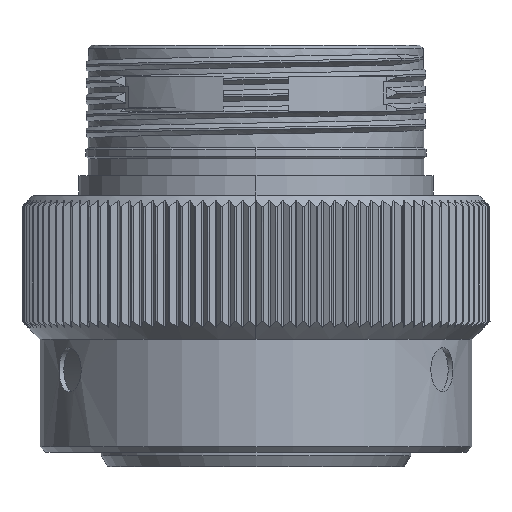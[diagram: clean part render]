
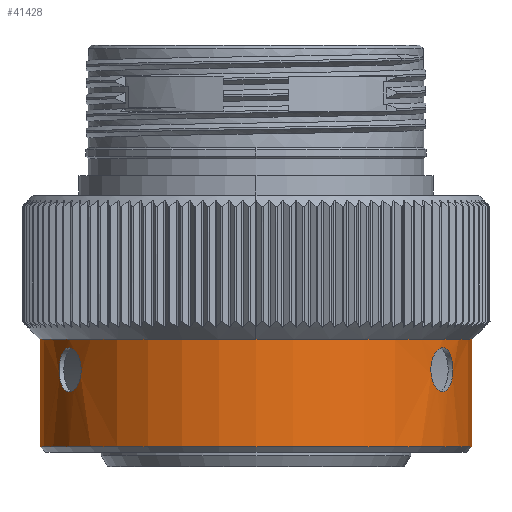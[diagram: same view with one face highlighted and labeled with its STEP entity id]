
A CAD part, left-side view. The second image highlights one B-rep face of the part: STEP entity #41428.
In plain terms, the highlighted cylindrical face has radius 19.5 mm (diameter 39 mm), a partial arc.
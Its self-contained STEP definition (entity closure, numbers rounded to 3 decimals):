
#8628=CARTESIAN_POINT('',(0.,0.,-2.49));
#8629=DIRECTION('',(0.,0.,-1.));
#8630=DIRECTION('',(0.,-1.,0.));
#8631=AXIS2_PLACEMENT_3D('',#8628,#8629,#8630);
#12891=CARTESIAN_POINT('',(0.,0.,-2.49));
#12892=DIRECTION('',(0.,0.,-1.));
#12893=DIRECTION('',(-1.,0.,0.));
#12894=AXIS2_PLACEMENT_3D('',#12891,#12892,#12893);
#16625=CARTESIAN_POINT('',(-9.75,16.887,-3.24));
#16626=CARTESIAN_POINT('',(-9.6,16.974,-3.24));
#16627=CARTESIAN_POINT('',(-9.305,17.139,
-3.283));
#16628=CARTESIAN_POINT('',(-8.861,17.373,
-3.488));
#16629=CARTESIAN_POINT('',(-8.486,17.558,
-3.808));
#16630=CARTESIAN_POINT('',(-8.19,17.697,
-4.235));
#16631=CARTESIAN_POINT('',(-8.008,17.78,
-4.723));
#16632=CARTESIAN_POINT('',(-7.945,17.808,
-5.249));
#16633=CARTESIAN_POINT('',(-8.011,17.778,
-5.773));
#16634=CARTESIAN_POINT('',(-8.197,17.694,
-6.258));
#16635=CARTESIAN_POINT('',(-8.493,17.555,
-6.678));
#16636=CARTESIAN_POINT('',(-8.866,17.37,
-6.995));
#16637=CARTESIAN_POINT('',(-9.31,17.137,
-7.198));
#16638=CARTESIAN_POINT('',(-9.601,16.973,-7.24));
#16639=CARTESIAN_POINT('',(-9.75,16.887,-7.24));
#16641=CARTESIAN_POINT('',(-9.75,-16.887,-7.24));
#16642=CARTESIAN_POINT('',(-9.6,-16.974,-7.24));
#16643=CARTESIAN_POINT('',(-9.305,-17.139,
-7.197));
#16644=CARTESIAN_POINT('',(-8.861,-17.373,
-6.992));
#16645=CARTESIAN_POINT('',(-8.486,-17.558,
-6.672));
#16646=CARTESIAN_POINT('',(-8.19,-17.697,
-6.245));
#16647=CARTESIAN_POINT('',(-8.007,-17.78,
-5.757));
#16648=CARTESIAN_POINT('',(-7.945,-17.808,
-5.231));
#16649=CARTESIAN_POINT('',(-8.011,-17.778,
-4.707));
#16650=CARTESIAN_POINT('',(-8.198,-17.694,
-4.221));
#16651=CARTESIAN_POINT('',(-8.493,-17.555,
-3.802));
#16652=CARTESIAN_POINT('',(-8.866,-17.37,
-3.485));
#16653=CARTESIAN_POINT('',(-9.31,-17.137,
-3.282));
#16654=CARTESIAN_POINT('',(-9.601,-16.973,-3.24));
#16655=CARTESIAN_POINT('',(-9.75,-16.887,-3.24));
#16657=DIRECTION('',(0.,0.,-1.));
#16658=VECTOR('',#16657,9.7);
#16659=CARTESIAN_POINT('',(0.,19.5,-2.49));
#16660=LINE('',#16659,#16658);
#16661=DIRECTION('',(0.,0.,1.));
#16662=VECTOR('',#16661,9.7);
#16663=CARTESIAN_POINT('',(0.,-19.5,-12.19));
#16664=LINE('',#16663,#16662);
#16726=CARTESIAN_POINT('',(0.,0.,-12.19));
#16727=DIRECTION('',(0.,0.,1.));
#16728=DIRECTION('',(0.,1.,0.));
#16729=AXIS2_PLACEMENT_3D('',#16726,#16727,#16728);
#20290=CARTESIAN_POINT('',(-9.75,16.887,-3.24));
#20291=CARTESIAN_POINT('',(-9.889,16.807,-3.24));
#20292=CARTESIAN_POINT('',(-10.167,16.642,
-3.279));
#20293=CARTESIAN_POINT('',(-10.563,16.393,
-3.458));
#20294=CARTESIAN_POINT('',(-10.895,16.174,
-3.738));
#20295=CARTESIAN_POINT('',(-11.155,15.995,
-4.094));
#20296=CARTESIAN_POINT('',(-11.342,15.863,
-4.529));
#20297=CARTESIAN_POINT('',(-11.435,15.795,
-5.001));
#20298=CARTESIAN_POINT('',(-11.434,15.796,
-5.487));
#20299=CARTESIAN_POINT('',(-11.34,15.864,
-5.955));
#20300=CARTESIAN_POINT('',(-11.154,15.996,
-6.389));
#20301=CARTESIAN_POINT('',(-10.886,16.18,
-6.753));
#20302=CARTESIAN_POINT('',(-10.555,16.398,
-7.027));
#20303=CARTESIAN_POINT('',(-10.163,16.645,
-7.202));
#20304=CARTESIAN_POINT('',(-9.888,16.808,-7.24));
#20305=CARTESIAN_POINT('',(-9.75,16.887,-7.24));
#20348=CARTESIAN_POINT('',(-9.75,-16.887,-7.24));
#20349=CARTESIAN_POINT('',(-9.889,-16.807,-7.24));
#20350=CARTESIAN_POINT('',(-10.167,-16.642,
-7.201));
#20351=CARTESIAN_POINT('',(-10.563,-16.393,
-7.022));
#20352=CARTESIAN_POINT('',(-10.895,-16.174,
-6.742));
#20353=CARTESIAN_POINT('',(-11.155,-15.995,
-6.386));
#20354=CARTESIAN_POINT('',(-11.342,-15.863,
-5.95));
#20355=CARTESIAN_POINT('',(-11.435,-15.795,
-5.478));
#20356=CARTESIAN_POINT('',(-11.434,-15.796,
-4.993));
#20357=CARTESIAN_POINT('',(-11.34,-15.864,
-4.525));
#20358=CARTESIAN_POINT('',(-11.153,-15.996,
-4.091));
#20359=CARTESIAN_POINT('',(-10.885,-16.18,
-3.727));
#20360=CARTESIAN_POINT('',(-10.555,-16.398,
-3.453));
#20361=CARTESIAN_POINT('',(-10.163,-16.645,
-3.278));
#20362=CARTESIAN_POINT('',(-9.888,-16.808,-3.24));
#20363=CARTESIAN_POINT('',(-9.75,-16.887,-3.24));
#23068=CARTESIAN_POINT('',(0.,-19.5,-2.49));
#23069=VERTEX_POINT('',#23068);
#23070=CARTESIAN_POINT('',(-19.5,0.,-2.49));
#23071=VERTEX_POINT('',#23070);
#23294=CARTESIAN_POINT('',(0.,19.5,-2.49));
#23295=VERTEX_POINT('',#23294);
#23513=CARTESIAN_POINT('',(0.,-19.5,-12.19));
#23514=VERTEX_POINT('',#23513);
#23515=CARTESIAN_POINT('',(0.,19.5,-12.19));
#23516=VERTEX_POINT('',#23515);
#23517=VERTEX_POINT('',#20290);
#23518=VERTEX_POINT('',#20305);
#23519=VERTEX_POINT('',#16641);
#23520=VERTEX_POINT('',#16655);
#41401=CARTESIAN_POINT('',(0.,0.,11.67));
#41402=DIRECTION('',(0.,0.,-1.));
#41403=DIRECTION('',(0.,-1.,0.));
#41404=AXIS2_PLACEMENT_3D('',#41401,#41402,#41403);
#41405=CYLINDRICAL_SURFACE('',#41404,19.5);
#41406=ORIENTED_EDGE('',*,*,#38114,.F.);
#41407=ORIENTED_EDGE('',*,*,#34949,.F.);
#41409=ORIENTED_EDGE('',*,*,#41408,.F.);
#41411=ORIENTED_EDGE('',*,*,#41410,.F.);
#41413=ORIENTED_EDGE('',*,*,#41412,.F.);
#41414=EDGE_LOOP('',(#41406,#41407,#41409,#41411,#41413));
#41415=FACE_OUTER_BOUND('',#41414,.F.);
#41417=ORIENTED_EDGE('',*,*,#41416,.F.);
#41419=ORIENTED_EDGE('',*,*,#41418,.T.);
#41420=EDGE_LOOP('',(#41417,#41419));
#41421=FACE_BOUND('',#41420,.F.);
#41423=ORIENTED_EDGE('',*,*,#41422,.T.);
#41425=ORIENTED_EDGE('',*,*,#41424,.F.);
#41426=EDGE_LOOP('',(#41423,#41425));
#41427=FACE_BOUND('',#41426,.F.);
#41428=ADVANCED_FACE('',(#41415,#41421,#41427),#41405,.T.);
#8632=CIRCLE('',#8631,19.5);
#12895=CIRCLE('',#12894,19.5);
#16640=B_SPLINE_CURVE_WITH_KNOTS('',3,(#16625,#16626,#16627,#16628,#16629,
#16630,#16631,#16632,#16633,#16634,#16635,#16636,#16637,#16638,#16639),
.UNSPECIFIED.,.F.,.F.,(4,1,1,1,1,1,1,1,1,1,1,1,4),(0.,0.083,
0.167,0.25,0.333,0.417,0.5,
0.583,0.667,0.75,0.833,0.917,
1.),.UNSPECIFIED.);
#16656=B_SPLINE_CURVE_WITH_KNOTS('',3,(#16641,#16642,#16643,#16644,#16645,
#16646,#16647,#16648,#16649,#16650,#16651,#16652,#16653,#16654,#16655),
.UNSPECIFIED.,.F.,.F.,(4,1,1,1,1,1,1,1,1,1,1,1,4),(0.,0.083,
0.167,0.25,0.333,0.417,0.5,
0.583,0.667,0.75,0.833,0.917,
1.),.UNSPECIFIED.);
#16730=CIRCLE('',#16729,19.5);
#20306=B_SPLINE_CURVE_WITH_KNOTS('',3,(#20290,#20291,#20292,#20293,#20294,
#20295,#20296,#20297,#20298,#20299,#20300,#20301,#20302,#20303,#20304,#20305),
.UNSPECIFIED.,.F.,.F.,(4,1,1,1,1,1,1,1,1,1,1,1,1,4),(0.,0.077,
0.154,0.231,0.308,0.385,
0.462,0.538,0.615,0.692,
0.769,0.846,0.923,1.),.UNSPECIFIED.);
#20364=B_SPLINE_CURVE_WITH_KNOTS('',3,(#20348,#20349,#20350,#20351,#20352,
#20353,#20354,#20355,#20356,#20357,#20358,#20359,#20360,#20361,#20362,#20363),
.UNSPECIFIED.,.F.,.F.,(4,1,1,1,1,1,1,1,1,1,1,1,1,4),(0.,0.077,
0.154,0.231,0.308,0.385,
0.462,0.538,0.615,0.692,
0.769,0.846,0.923,1.),.UNSPECIFIED.);
#34949=EDGE_CURVE('',#23069,#23071,#8632,.T.);
#38114=EDGE_CURVE('',#23071,#23295,#12895,.T.);
#41408=EDGE_CURVE('',#23514,#23069,#16664,.T.);
#41410=EDGE_CURVE('',#23516,#23514,#16730,.T.);
#41412=EDGE_CURVE('',#23295,#23516,#16660,.T.);
#41416=EDGE_CURVE('',#23517,#23518,#20306,.T.);
#41418=EDGE_CURVE('',#23517,#23518,#16640,.T.);
#41422=EDGE_CURVE('',#23519,#23520,#16656,.T.);
#41424=EDGE_CURVE('',#23519,#23520,#20364,.T.);
